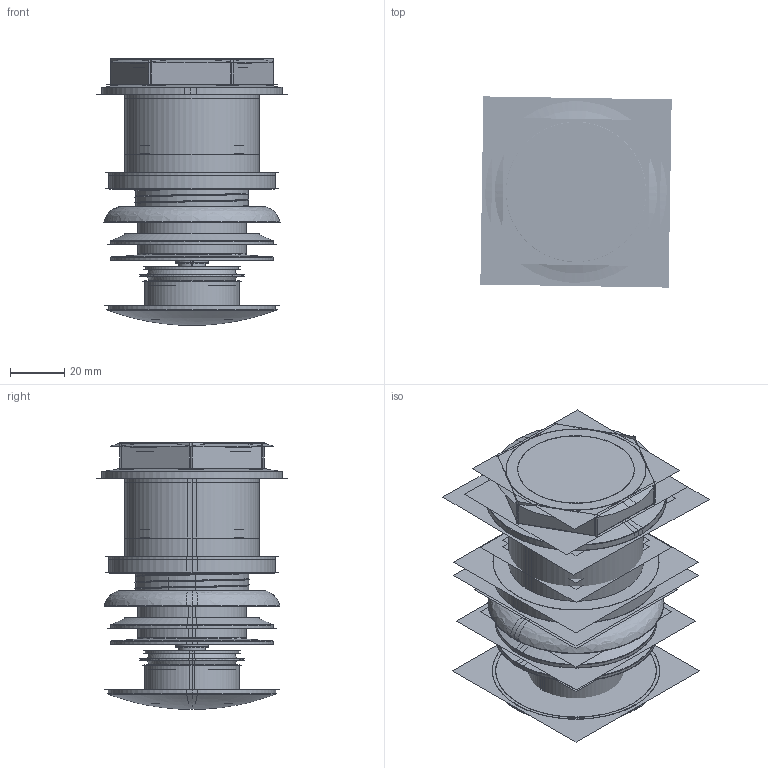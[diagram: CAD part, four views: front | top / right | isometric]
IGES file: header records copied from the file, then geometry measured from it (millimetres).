
Start section:  PTC IGES file: sl6210-12 BSBSW0101C_asm.igs
Global section: file name: sl6210-12 BSBSW0101C_asm.igs; native system: Pro/ENGINEER by Parametric Technology Corporation; preprocessor: 2010280; author: Administrator; organization: Unknown; date: 20191205.133239; units: millimetre
Bounding box: 70.86 x 70.81 x 98.79 mm (x, y, z)
Volume: 71531.8 mm3; surface area: 530651.3 mm2
Topology: 8 solids, 8 shells, 796 faces, 4068 edges, 5186 vertices
Faces by surface type: revolution 496, bspline 300
